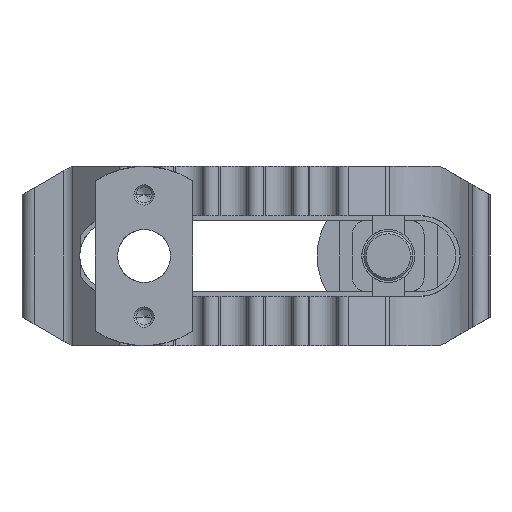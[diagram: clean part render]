
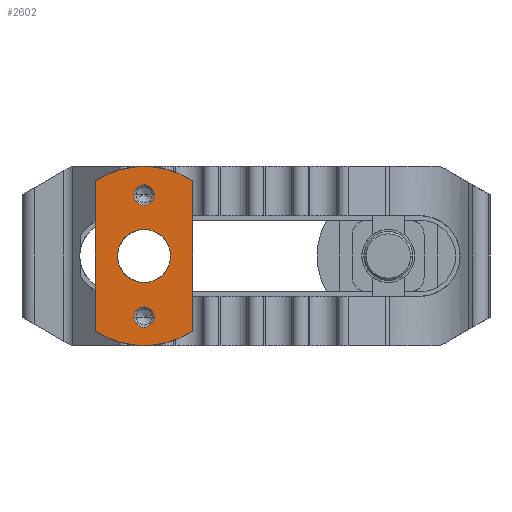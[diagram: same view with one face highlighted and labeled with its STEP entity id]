
A CAD part, front view. The second image highlights one B-rep face of the part: STEP entity #2602.
In plain terms, the highlighted planar face has unit normal (0, -1, 0).
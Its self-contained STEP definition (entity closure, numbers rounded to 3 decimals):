
#1972=EDGE_CURVE('',#3754,#4724,#5398,.T.);
#1992=EDGE_CURVE('',#4254,#2046,#5419,.T.);
#2014=VERTEX_POINT('',#5442);
#2046=VERTEX_POINT('',#5476);
#2094=VERTEX_POINT('',#5528);
#2476=VERTEX_POINT('',#5946);
#2602=ADVANCED_FACE('',(#6082,#6083,#6084,#6085),#6086,.T.);
#2624=EDGE_CURVE('',#2046,#4254,#6109,.T.);
#2936=EDGE_CURVE('',#3848,#3754,#6453,.T.);
#3190=EDGE_CURVE('',#3848,#4412,#6732,.T.);
#3466=EDGE_CURVE('',#2014,#2094,#7040,.T.);
#3488=EDGE_CURVE('',#2094,#2014,#7064,.T.);
#3624=VERTEX_POINT('',#7218);
#3754=VERTEX_POINT('',#7360);
#3848=VERTEX_POINT('',#7464);
#3920=EDGE_CURVE('',#2476,#3624,#7540,.T.);
#4254=VERTEX_POINT('',#7905);
#4412=VERTEX_POINT('',#8077);
#4514=EDGE_CURVE('',#4724,#4412,#8187,.T.);
#4720=EDGE_CURVE('',#3624,#2476,#8414,.T.);
#4724=VERTEX_POINT('',#8418);
#5398=LINE('',#9272,#9273);
#5419=CIRCLE('',#9315,6.5);
#5442=CARTESIAN_POINT('',(-2.5,0.,15.0));
#5476=CARTESIAN_POINT('',(-6.5,0.,0.));
#5528=CARTESIAN_POINT('',(2.5,0.,15.0));
#5946=CARTESIAN_POINT('',(-2.5,0.,-15.0));
#6082=FACE_BOUND('',#10373,.T.);
#6083=FACE_BOUND('',#10374,.T.);
#6084=FACE_BOUND('',#10375,.T.);
#6085=FACE_OUTER_BOUND('',#10376,.T.);
#6086=PLANE('',#10377);
#6109=CIRCLE('',#10409,6.5);
#6453=CIRCLE('',#10955,22.0);
#6732=LINE('',#11338,#11339);
#7040=CIRCLE('',#11776,2.5);
#7064=CIRCLE('',#11806,2.5);
#7218=CARTESIAN_POINT('',(2.5,0.,-15.0));
#7360=CARTESIAN_POINT('',(12.0,0.,18.439));
#7464=CARTESIAN_POINT('',(-12.0,0.,18.439));
#7540=CIRCLE('',#12622,2.5);
#7905=CARTESIAN_POINT('',(6.5,0.0,0.));
#8077=CARTESIAN_POINT('',(-12.0,0.,-18.439));
#8187=CIRCLE('',#13619,22.0);
#8414=CIRCLE('',#13973,2.5);
#8418=CARTESIAN_POINT('',(12.0,0.,-18.439));
#9272=CARTESIAN_POINT('',(12.0,0.,23.0));
#9273=VECTOR('',#14935,1.0);
#9315=AXIS2_PLACEMENT_3D('',#14954,#14955,#14956);
#10373=EDGE_LOOP('',(#15636,#15637));
#10374=EDGE_LOOP('',(#15638,#15639));
#10375=EDGE_LOOP('',(#15640,#15641));
#10376=EDGE_LOOP('',(#15642,#15643,#15644,#15645));
#10377=AXIS2_PLACEMENT_3D('',#15646,#15647,#15648);
#10409=AXIS2_PLACEMENT_3D('',#15671,#15672,#15673);
#10955=AXIS2_PLACEMENT_3D('',#16060,#16061,#16062);
#11338=CARTESIAN_POINT('',(-12.0,0.,23.0));
#11339=VECTOR('',#16363,1.0);
#11776=AXIS2_PLACEMENT_3D('',#16736,#16737,#16738);
#11806=AXIS2_PLACEMENT_3D('',#16760,#16761,#16762);
#12622=AXIS2_PLACEMENT_3D('',#17342,#17343,#17344);
#13619=AXIS2_PLACEMENT_3D('',#18128,#18129,#18130);
#13973=AXIS2_PLACEMENT_3D('',#18438,#18439,#18440);
#14935=DIRECTION('',(0.0,0.,-1.0));
#14954=CARTESIAN_POINT('',(0.0,0.0,0.0));
#14955=DIRECTION('',(0.,1.0,0.));
#14956=DIRECTION('',(-1.0,0.,0.));
#15636=ORIENTED_EDGE('',*,*,#3920,.T.);
#15637=ORIENTED_EDGE('',*,*,#4720,.T.);
#15638=ORIENTED_EDGE('',*,*,#3488,.T.);
#15639=ORIENTED_EDGE('',*,*,#3466,.T.);
#15640=ORIENTED_EDGE('',*,*,#1992,.T.);
#15641=ORIENTED_EDGE('',*,*,#2624,.T.);
#15642=ORIENTED_EDGE('',*,*,#2936,.F.);
#15643=ORIENTED_EDGE('',*,*,#3190,.T.);
#15644=ORIENTED_EDGE('',*,*,#4514,.F.);
#15645=ORIENTED_EDGE('',*,*,#1972,.F.);
#15646=CARTESIAN_POINT('',(-12.0,0.,23.0));
#15647=DIRECTION('',(0.,-1.0,0.));
#15648=DIRECTION('',(-1.0,0.,0.));
#15671=CARTESIAN_POINT('',(0.0,0.0,0.0));
#15672=DIRECTION('',(0.,1.0,0.));
#15673=DIRECTION('',(-1.0,0.,0.));
#16060=CARTESIAN_POINT('',(0.0,0.0,0.0));
#16061=DIRECTION('',(0.,1.0,0.));
#16062=DIRECTION('',(-1.0,0.,0.));
#16363=DIRECTION('',(0.0,0.,-1.0));
#16736=CARTESIAN_POINT('',(0.0,0.,15.0));
#16737=DIRECTION('',(0.,1.0,0.));
#16738=DIRECTION('',(1.0,0.,0.));
#16760=CARTESIAN_POINT('',(0.0,0.,15.0));
#16761=DIRECTION('',(0.,1.0,0.));
#16762=DIRECTION('',(1.0,0.,0.));
#17342=CARTESIAN_POINT('',(0.0,0.,-15.0));
#17343=DIRECTION('',(0.,1.0,0.));
#17344=DIRECTION('',(-1.0,0.,0.));
#18128=CARTESIAN_POINT('',(0.0,0.0,0.0));
#18129=DIRECTION('',(0.,1.0,0.));
#18130=DIRECTION('',(-1.0,0.,0.));
#18438=CARTESIAN_POINT('',(0.0,0.,-15.0));
#18439=DIRECTION('',(0.,1.0,0.));
#18440=DIRECTION('',(-1.0,0.,0.));
